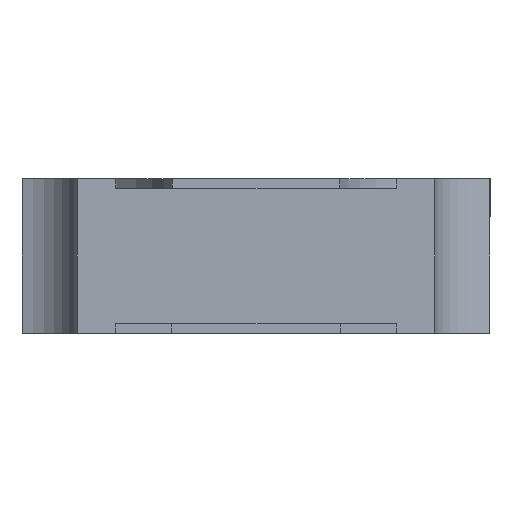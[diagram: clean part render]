
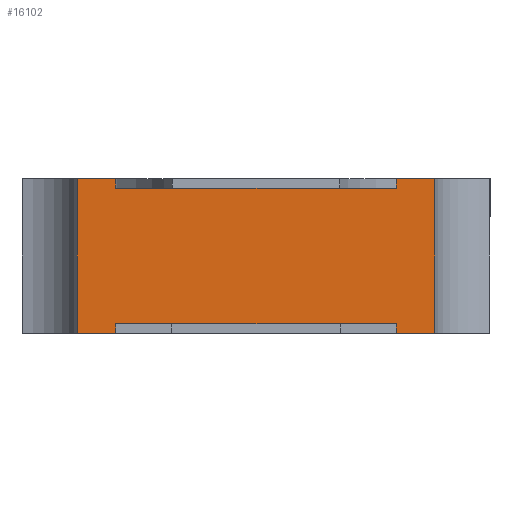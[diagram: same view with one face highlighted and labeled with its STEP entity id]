
A CAD part, left-side view. The second image highlights one B-rep face of the part: STEP entity #16102.
In plain terms, the highlighted planar face has unit normal (-1, 0, 0).
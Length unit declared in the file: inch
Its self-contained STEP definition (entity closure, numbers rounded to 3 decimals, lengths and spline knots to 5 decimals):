
#7 = EDGE_CURVE ( 'NONE', #15770, #14934, #7888, .T. ) ;
#200 = ORIENTED_EDGE ( 'NONE', *, *, #390, .F. ) ;
#228 = VECTOR ( 'NONE', #8118, 39.37008 ) ;
#374 = VECTOR ( 'NONE', #16199, 39.37008 ) ;
#390 = EDGE_CURVE ( 'NONE', #2578, #11524, #9840, .T. ) ;
#445 = CARTESIAN_POINT ( 'NONE',  ( -0.0625, 0.02999, 0. ) ) ;
#622 = ORIENTED_EDGE ( 'NONE', *, *, #15742, .F. ) ;
#856 = LINE ( 'NONE', #9392, #8209 ) ;
#953 = VECTOR ( 'NONE', #2485, 39.37008 ) ;
#1286 = EDGE_LOOP ( 'NONE', ( #15146, #11141, #15883, #10905, #14021, #14530, #9068, #200, #622, #14360, #10821, #8692 ) ) ;
#1501 = CARTESIAN_POINT ( 'NONE',  ( -0.0625, 0.02999, 0.031 ) ) ;
#1588 = CARTESIAN_POINT ( 'NONE',  ( -0.0625, -0.02999, 0.002 ) ) ;
#1945 = VERTEX_POINT ( 'NONE', #15582 ) ;
#2224 = CARTESIAN_POINT ( 'NONE',  ( -0.0625, -0.05, -0.29489 ) ) ;
#2485 = DIRECTION ( 'NONE',  ( 0., 1., 0. ) ) ;
#2578 = VERTEX_POINT ( 'NONE', #12622 ) ;
#2681 = VERTEX_POINT ( 'NONE', #8137 ) ;
#2704 = CARTESIAN_POINT ( 'NONE',  ( -0.0625, 0.0525, 0.033 ) ) ;
#3228 = CARTESIAN_POINT ( 'NONE',  ( -0.0625, -0.03822, 0.033 ) ) ;
#3354 = DIRECTION ( 'NONE',  ( 0., 1., 0. ) ) ;
#3370 = CARTESIAN_POINT ( 'NONE',  ( -0.0625, -0.02999, 0.031 ) ) ;
#3479 = CARTESIAN_POINT ( 'NONE',  ( -0.0625, 0.03822, 0.07684 ) ) ;
#3662 = VECTOR ( 'NONE', #16390, 39.37008 ) ;
#4130 = VERTEX_POINT ( 'NONE', #5253 ) ;
#4465 = VERTEX_POINT ( 'NONE', #1501 ) ;
#4636 = PLANE ( 'NONE',  #7038 ) ;
#4975 = CARTESIAN_POINT ( 'NONE',  ( -0.0625, 0.0525, 0.033 ) ) ;
#5253 = CARTESIAN_POINT ( 'NONE',  ( -0.0625, 0.02999, 0.033 ) ) ;
#6075 = CARTESIAN_POINT ( 'NONE',  ( -0.0625, -0.03822, 0.07684 ) ) ;
#6141 = LINE ( 'NONE', #4975, #13900 ) ;
#6761 = VERTEX_POINT ( 'NONE', #13497 ) ;
#6953 = DIRECTION ( 'NONE',  ( -1., 0., 0. ) ) ;
#7038 = AXIS2_PLACEMENT_3D ( 'NONE', #2224, #6953, #13907 ) ;
#7712 = EDGE_CURVE ( 'NONE', #2681, #6761, #9496, .T. ) ;
#7888 = LINE ( 'NONE', #1588, #10758 ) ;
#8118 = DIRECTION ( 'NONE',  ( 0., 1., 0. ) ) ;
#8122 = EDGE_CURVE ( 'NONE', #11524, #11987, #856, .T. ) ;
#8137 = CARTESIAN_POINT ( 'NONE',  ( -0.0625, -0.02999, 0.031 ) ) ;
#8209 = VECTOR ( 'NONE', #3354, 39.37008 ) ;
#8311 = VECTOR ( 'NONE', #11940, 39.37008 ) ;
#8381 = EDGE_CURVE ( 'NONE', #12389, #14934, #13270, .T. ) ;
#8422 = DIRECTION ( 'NONE',  ( 0., 0., 1. ) ) ;
#8447 = LINE ( 'NONE', #3479, #8311 ) ;
#8541 = VERTEX_POINT ( 'NONE', #3228 ) ;
#8692 = ORIENTED_EDGE ( 'NONE', *, *, #14323, .F. ) ;
#9068 = ORIENTED_EDGE ( 'NONE', *, *, #8122, .F. ) ;
#9392 = CARTESIAN_POINT ( 'NONE',  ( -0.0625, -0.05, 0. ) ) ;
#9496 = LINE ( 'NONE', #3370, #10042 ) ;
#9602 = CARTESIAN_POINT ( 'NONE',  ( -0.0625, -0.0525, 0.031 ) ) ;
#9840 = LINE ( 'NONE', #14992, #3662 ) ;
#10027 = CARTESIAN_POINT ( 'NONE',  ( -0.0625, -0.02999, 0.002 ) ) ;
#10042 = VECTOR ( 'NONE', #8422, 39.37008 ) ;
#10301 = CARTESIAN_POINT ( 'NONE',  ( -0.0625, 0.02999, 0.031 ) ) ;
#10638 = LINE ( 'NONE', #10301, #11511 ) ;
#10758 = VECTOR ( 'NONE', #12950, 39.37008 ) ;
#10821 = ORIENTED_EDGE ( 'NONE', *, *, #8381, .F. ) ;
#10849 = CARTESIAN_POINT ( 'NONE',  ( -0.0625, -0.02999, 0. ) ) ;
#10867 = CARTESIAN_POINT ( 'NONE',  ( -0.0625, 0.03822, 0. ) ) ;
#10905 = ORIENTED_EDGE ( 'NONE', *, *, #11401, .T. ) ;
#11141 = ORIENTED_EDGE ( 'NONE', *, *, #7712, .F. ) ;
#11401 = EDGE_CURVE ( 'NONE', #4465, #4130, #10638, .T. ) ;
#11435 = CARTESIAN_POINT ( 'NONE',  ( -0.0625, -0.0525, 0.002 ) ) ;
#11454 = CARTESIAN_POINT ( 'NONE',  ( -0.0625, -0.05, 0. ) ) ;
#11511 = VECTOR ( 'NONE', #15703, 39.37008 ) ;
#11524 = VERTEX_POINT ( 'NONE', #445 ) ;
#11940 = DIRECTION ( 'NONE',  ( 0., 0., 1. ) ) ;
#11987 = VERTEX_POINT ( 'NONE', #10867 ) ;
#12195 = EDGE_CURVE ( 'NONE', #4130, #1945, #6141, .T. ) ;
#12376 = LINE ( 'NONE', #6075, #374 ) ;
#12389 = VERTEX_POINT ( 'NONE', #13644 ) ;
#12595 = VECTOR ( 'NONE', #13433, 39.37008 ) ;
#12622 = CARTESIAN_POINT ( 'NONE',  ( -0.0625, 0.02999, 0.002 ) ) ;
#12820 = DIRECTION ( 'NONE',  ( 0., -1., 0. ) ) ;
#12900 = LINE ( 'NONE', #2704, #13941 ) ;
#12950 = DIRECTION ( 'NONE',  ( 0., 0., -1. ) ) ;
#13270 = LINE ( 'NONE', #11454, #228 ) ;
#13433 = DIRECTION ( 'NONE',  ( 0., 1., 0. ) ) ;
#13497 = CARTESIAN_POINT ( 'NONE',  ( -0.0625, -0.02999, 0.033 ) ) ;
#13616 = EDGE_CURVE ( 'NONE', #11987, #1945, #8447, .T. ) ;
#13644 = CARTESIAN_POINT ( 'NONE',  ( -0.0625, -0.03822, 0. ) ) ;
#13900 = VECTOR ( 'NONE', #16257, 39.37008 ) ;
#13907 = DIRECTION ( 'NONE',  ( 0., 0., 1. ) ) ;
#13941 = VECTOR ( 'NONE', #12820, 39.37008 ) ;
#14021 = ORIENTED_EDGE ( 'NONE', *, *, #12195, .T. ) ;
#14323 = EDGE_CURVE ( 'NONE', #8541, #12389, #12376, .T. ) ;
#14360 = ORIENTED_EDGE ( 'NONE', *, *, #7, .T. ) ;
#14530 = ORIENTED_EDGE ( 'NONE', *, *, #13616, .F. ) ;
#14934 = VERTEX_POINT ( 'NONE', #10849 ) ;
#14992 = CARTESIAN_POINT ( 'NONE',  ( -0.0625, 0.02999, 0.002 ) ) ;
#15146 = ORIENTED_EDGE ( 'NONE', *, *, #16328, .F. ) ;
#15340 = LINE ( 'NONE', #11435, #953 ) ;
#15582 = CARTESIAN_POINT ( 'NONE',  ( -0.0625, 0.03822, 0.033 ) ) ;
#15703 = DIRECTION ( 'NONE',  ( 0., 0., 1. ) ) ;
#15742 = EDGE_CURVE ( 'NONE', #15770, #2578, #15340, .T. ) ;
#15770 = VERTEX_POINT ( 'NONE', #10027 ) ;
#15838 = LINE ( 'NONE', #9602, #12595 ) ;
#15883 = ORIENTED_EDGE ( 'NONE', *, *, #15986, .T. ) ;
#15986 = EDGE_CURVE ( 'NONE', #2681, #4465, #15838, .T. ) ;
#15999 = FACE_OUTER_BOUND ( 'NONE', #1286, .T. ) ;
#16102 = ADVANCED_FACE ( 'NONE', ( #15999 ), #4636, .T. ) ;
#16199 = DIRECTION ( 'NONE',  ( 0., 0., -1. ) ) ;
#16257 = DIRECTION ( 'NONE',  ( 0., 1., 0. ) ) ;
#16328 = EDGE_CURVE ( 'NONE', #6761, #8541, #12900, .T. ) ;
#16390 = DIRECTION ( 'NONE',  ( 0., 0., -1. ) ) ;
